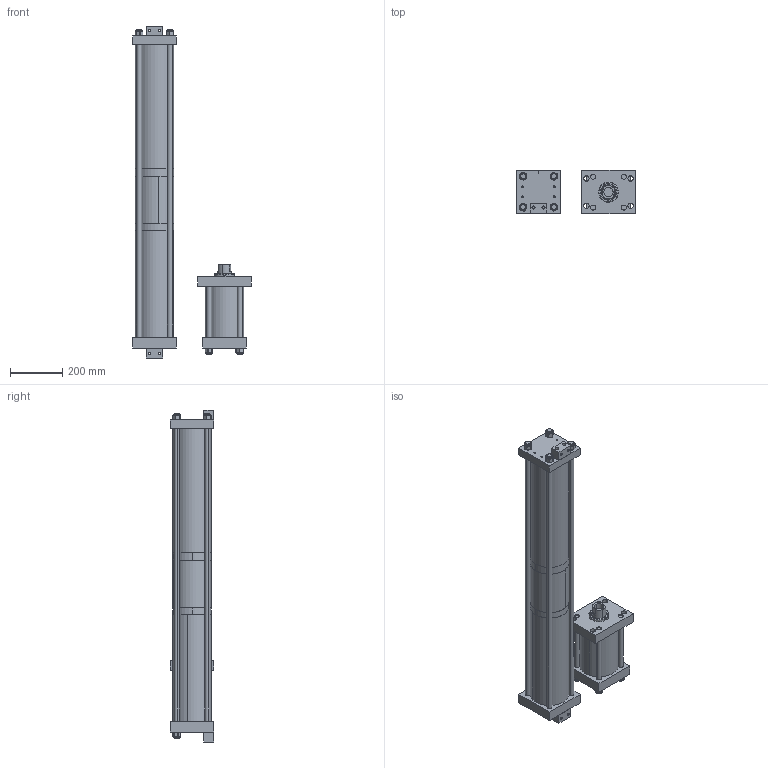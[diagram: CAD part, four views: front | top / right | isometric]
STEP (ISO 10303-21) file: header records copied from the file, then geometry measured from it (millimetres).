
FILE_DESCRIPTION (( 'STEP AP203' ), '1' );
FILE_NAME ('HPS-10-2.00-1.00-FH.STEP', '2020-05-19T15:13:52', ( '' ), ( '' ), 'SwSTEP 2.0', 'SolidWorks 2018', '' );
FILE_SCHEMA (( 'CONFIG_CONTROL_DESIGN' ));
Length unit declared in the file: inch
Products named in the file (17): E1013; F1003; E1011_2.0; E1001_2.0; ES1014_1.0; G1010; E1061_1.0; E1064; F1062; ES1005_2.0; E10BRK; E1004; NLN .75; HPS-10-2.00-1.00-FH; E1063_2.00-1.00(47.678"); E1059; E1060_2.0
Assembly tree (31 placements, depth 2):
  HPS-10-2.00-1.00-FH
    E1004
    F1003
    E1001_2.0
    G1010
    E1011_2.0
    E1013
    E1064
    NLN .75  x8
    ES1005_2.0
    E1059  x2
    E1060_2.0  x4
    E1061_1.0
    F1062
    E1063_2.00-1.00(47.678")  x4
    ES1014_1.0
    E10BRK  x2
Bounding box: 450.85 x 165.1 x 1265.22 mm (x, y, z)
Volume: 13807278.6 mm3; surface area: 2248332.3 mm2
Topology: 31 solids, 31 shells, 989 faces, 2351 edges, 1276 vertices
Faces by surface type: cylinder 495, plane 258, sphere 97, bspline 96, cone 43
Entity records: 15599 total; most frequent: CARTESIAN_POINT 3427, DIRECTION 2273, ORIENTED_EDGE 1890, EDGE_CURVE 945, AXIS2_PLACEMENT_3D 943, VERTEX_POINT 600, EDGE_LOOP 547, CIRCLE 500
